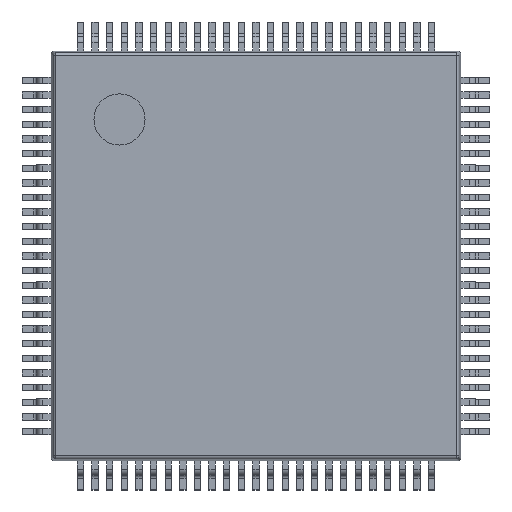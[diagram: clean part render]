
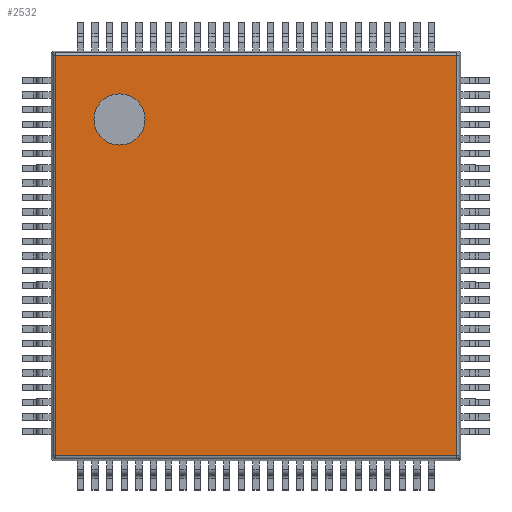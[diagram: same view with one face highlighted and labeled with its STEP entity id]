
A CAD part, top view. The second image highlights one B-rep face of the part: STEP entity #2532.
In plain terms, the highlighted planar face has unit normal (0, 0, 1).
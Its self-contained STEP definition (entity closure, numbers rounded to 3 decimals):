
#2356 = VERTEX_POINT('',#2357);
#2357 = CARTESIAN_POINT('',(0.161,0.161,1.6));
#2364 = EDGE_CURVE('',#2356,#2365,#2367,.T.);
#2365 = VERTEX_POINT('',#2366);
#2366 = CARTESIAN_POINT('',(0.161,13.839,1.6));
#2367 = LINE('',#2368,#2369);
#2368 = CARTESIAN_POINT('',(0.161,0.071,1.6));
#2369 = VECTOR('',#2370,1.);
#2370 = DIRECTION('',(0.,1.,0.));
#2407 = VERTEX_POINT('',#2408);
#2408 = CARTESIAN_POINT('',(13.839,0.161,1.6));
#2415 = EDGE_CURVE('',#2356,#2407,#2416,.T.);
#2416 = LINE('',#2417,#2418);
#2417 = CARTESIAN_POINT('',(0.071,0.161,1.6));
#2418 = VECTOR('',#2419,1.);
#2419 = DIRECTION('',(1.,0.,0.));
#2461 = EDGE_CURVE('',#2365,#2462,#2464,.T.);
#2462 = VERTEX_POINT('',#2463);
#2463 = CARTESIAN_POINT('',(13.839,13.839,1.6));
#2464 = LINE('',#2465,#2466);
#2465 = CARTESIAN_POINT('',(0.071,13.839,1.6));
#2466 = VECTOR('',#2467,1.);
#2467 = DIRECTION('',(1.,0.,0.));
#2492 = EDGE_CURVE('',#2407,#2462,#2493,.T.);
#2493 = LINE('',#2494,#2495);
#2494 = CARTESIAN_POINT('',(13.839,0.071,1.6));
#2495 = VECTOR('',#2496,1.);
#2496 = DIRECTION('',(0.,1.,0.));
#2532 = ADVANCED_FACE('',(#2533,#2539),#2550,.T.);
#2533 = FACE_BOUND('',#2534,.T.);
#2534 = EDGE_LOOP('',(#2535,#2536,#2537,#2538));
#2535 = ORIENTED_EDGE('',*,*,#2364,.F.);
#2536 = ORIENTED_EDGE('',*,*,#2415,.T.);
#2537 = ORIENTED_EDGE('',*,*,#2492,.T.);
#2538 = ORIENTED_EDGE('',*,*,#2461,.F.);
#2539 = FACE_BOUND('',#2540,.T.);
#2540 = EDGE_LOOP('',(#2541));
#2541 = ORIENTED_EDGE('',*,*,#2542,.F.);
#2542 = EDGE_CURVE('',#2543,#2543,#2545,.T.);
#2543 = VERTEX_POINT('',#2544);
#2544 = CARTESIAN_POINT('',(3.208,11.667,1.6));
#2545 = CIRCLE('',#2546,0.875);
#2546 = AXIS2_PLACEMENT_3D('',#2547,#2548,#2549);
#2547 = CARTESIAN_POINT('',(2.333,11.667,1.6));
#2548 = DIRECTION('',(0.,0.,1.));
#2549 = DIRECTION('',(1.,0.,0.));
#2550 = PLANE('',#2551);
#2551 = AXIS2_PLACEMENT_3D('',#2552,#2553,#2554);
#2552 = CARTESIAN_POINT('',(0.,0.,1.6));
#2553 = DIRECTION('',(0.,0.,1.));
#2554 = DIRECTION('',(1.,0.,0.));
